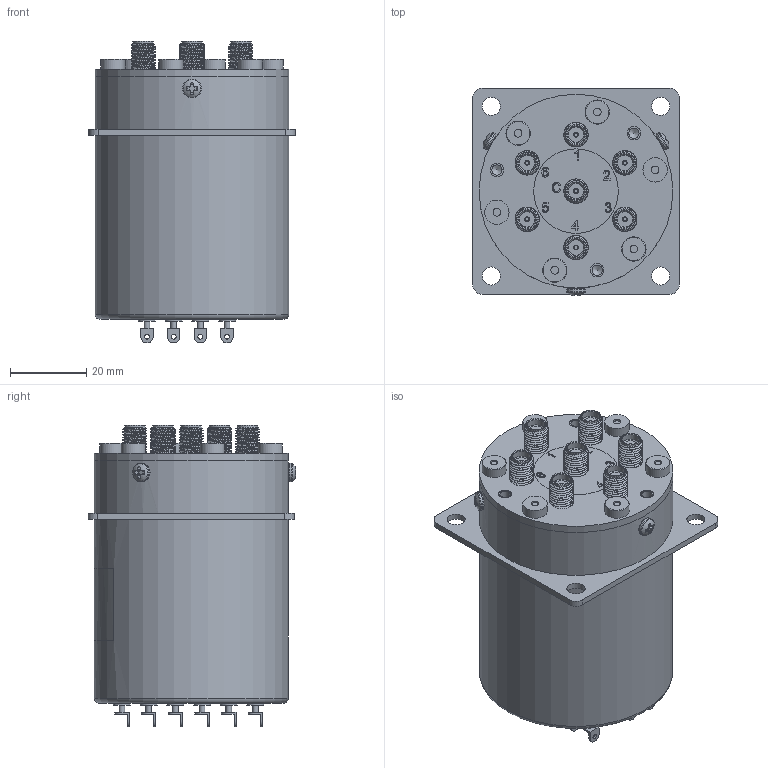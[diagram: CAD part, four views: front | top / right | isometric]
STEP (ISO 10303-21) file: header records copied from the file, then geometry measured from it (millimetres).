
FILE_DESCRIPTION (( 'STEP AP203' ), '1' );
FILE_NAME ('FMSW6311_3D.step', '2021-01-13T22:17:53', ( '' ), ( '' ), 'SwSTEP 2.0', 'SolidWorks 2018', '' );
FILE_SCHEMA (( 'CONFIG_CONTROL_DESIGN' ));
Products named in the file (1): FMSW6311_3D
Bounding box: 54.1 x 54.52 x 79.12 mm (x, y, z)
Volume: 136014.6 mm3; surface area: 19873.6 mm2
Topology: 1 solids, 1 shells, 612 faces, 1474 edges, 989 vertices
Faces by surface type: plane 272, cylinder 203, bspline 87, cone 40, torus 7, sphere 3
Full cylindrical faces by diameter (mm): 0.94 x7, 1.27 x37, 1.524 x15, 2.032 x6, 2.705 x3, 3.505 x3, 4.445 x15, 4.572 x7, 4.75 x4, 4.85 x3, 5.385 x7, 6.35 x6, 50.8 x3
Entity records: 32729 total; most frequent: CARTESIAN_POINT 19849, ORIENTED_EDGE 2518, DIRECTION 2406, EDGE_CURVE 1259, AXIS2_PLACEMENT_3D 946, EDGE_LOOP 926, VERTEX_POINT 925, FACE_OUTER_BOUND 738
